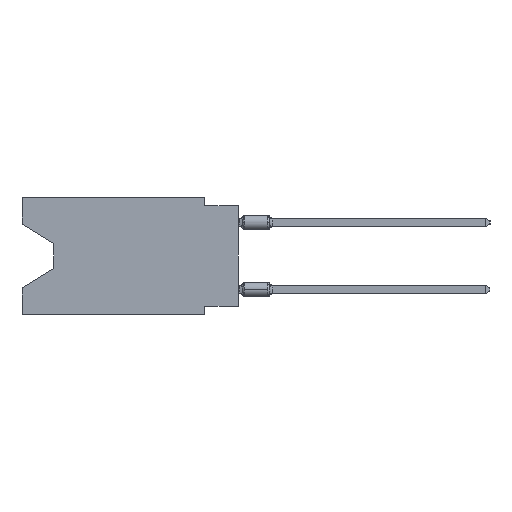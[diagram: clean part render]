
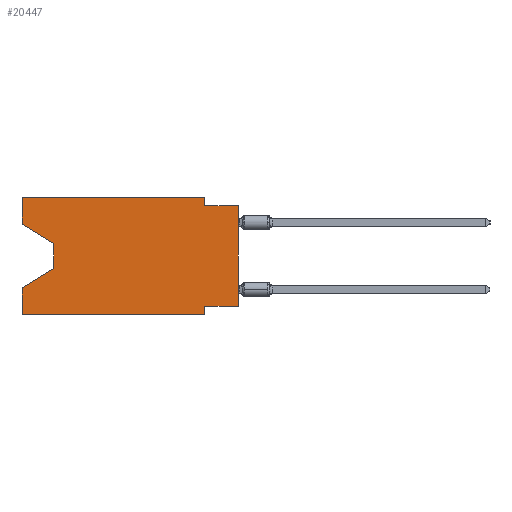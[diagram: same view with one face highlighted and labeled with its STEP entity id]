
A CAD part, left-side view. The second image highlights one B-rep face of the part: STEP entity #20447.
In plain terms, the highlighted planar face has unit normal (-1, 0, 0).
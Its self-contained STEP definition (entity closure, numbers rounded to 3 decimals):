
#1099 = CARTESIAN_POINT ( 'NONE',  ( 0., 2.54, -8.255 ) ) ;
#1405 = DIRECTION ( 'NONE',  ( 0., -1., 0. ) ) ;
#1610 = VECTOR ( 'NONE', #29150, 1000. ) ;
#2162 = VECTOR ( 'NONE', #17351, 1000. ) ;
#2291 = LINE ( 'NONE', #17991, #8797 ) ;
#2437 = CARTESIAN_POINT ( 'NONE',  ( 0., 2.54, 0. ) ) ;
#2732 = LINE ( 'NONE', #8187, #16954 ) ;
#3232 = DIRECTION ( 'NONE',  ( 0., 0., -1. ) ) ;
#3263 = EDGE_CURVE ( 'NONE', #19529, #37589, #31452, .T. ) ;
#3367 = LINE ( 'NONE', #25309, #37139 ) ;
#3421 = CARTESIAN_POINT ( 'NONE',  ( 0., 16.383, 0. ) ) ;
#4026 = VECTOR ( 'NONE', #22791, 1000. ) ;
#4683 = LINE ( 'NONE', #7706, #21699 ) ;
#5298 = EDGE_CURVE ( 'NONE', #24999, #39257, #26191, .T. ) ;
#5500 = LINE ( 'NONE', #21195, #5975 ) ;
#5975 = VECTOR ( 'NONE', #12135, 1000. ) ;
#6165 = VERTEX_POINT ( 'NONE', #10204 ) ;
#6176 = VERTEX_POINT ( 'NONE', #35350 ) ;
#6306 = CARTESIAN_POINT ( 'NONE',  ( 0., 13.97, -3.505 ) ) ;
#7706 = CARTESIAN_POINT ( 'NONE',  ( 0., 16.383, 0. ) ) ;
#7772 = CARTESIAN_POINT ( 'NONE',  ( 0., 2.54, -0.635 ) ) ;
#7842 = CARTESIAN_POINT ( 'NONE',  ( 0., 16.383, 0. ) ) ;
#8187 = CARTESIAN_POINT ( 'NONE',  ( 0., 13.97, -3.505 ) ) ;
#8234 = ORIENTED_EDGE ( 'NONE', *, *, #13893, .F. ) ;
#8797 = VECTOR ( 'NONE', #14768, 1000. ) ;
#8938 = VERTEX_POINT ( 'NONE', #7772 ) ;
#9076 = VERTEX_POINT ( 'NONE', #18039 ) ;
#9172 = ORIENTED_EDGE ( 'NONE', *, *, #22416, .T. ) ;
#10108 = DIRECTION ( 'NONE',  ( 0., 0., 1. ) ) ;
#10157 = CARTESIAN_POINT ( 'NONE',  ( 0., 16.383, -8.89 ) ) ;
#10170 = VECTOR ( 'NONE', #1405, 1000. ) ;
#10204 = CARTESIAN_POINT ( 'NONE',  ( 0., 16.383, -6.852 ) ) ;
#10821 = ORIENTED_EDGE ( 'NONE', *, *, #37218, .F. ) ;
#12135 = DIRECTION ( 'NONE',  ( 0., 0., -1. ) ) ;
#12653 = AXIS2_PLACEMENT_3D ( 'NONE', #3421, #25359, #3232 ) ;
#12691 = PLANE ( 'NONE',  #12653 ) ;
#13071 = FACE_OUTER_BOUND ( 'NONE', #17322, .T. ) ;
#13641 = CARTESIAN_POINT ( 'NONE',  ( 0., 16.383, -2.038 ) ) ;
#13893 = EDGE_CURVE ( 'NONE', #8938, #37589, #30034, .T. ) ;
#14768 = DIRECTION ( 'NONE',  ( 0., 0., 1. ) ) ;
#15006 = DIRECTION ( 'NONE',  ( 0., 0., -1. ) ) ;
#15371 = CARTESIAN_POINT ( 'NONE',  ( 0., 0., -8.255 ) ) ;
#15447 = EDGE_CURVE ( 'NONE', #23644, #19972, #37861, .T. ) ;
#15963 = CARTESIAN_POINT ( 'NONE',  ( 0., 0., 0. ) ) ;
#16100 = ORIENTED_EDGE ( 'NONE', *, *, #3263, .T. ) ;
#16763 = VERTEX_POINT ( 'NONE', #36069 ) ;
#16954 = VECTOR ( 'NONE', #15006, 1000. ) ;
#17322 = EDGE_LOOP ( 'NONE', ( #21519, #9172, #38430, #22731, #21506, #26613, #24781, #16100, #8234, #36297, #30633, #10821 ) ) ;
#17351 = DIRECTION ( 'NONE',  ( 0., -1., 0. ) ) ;
#17664 = CARTESIAN_POINT ( 'NONE',  ( 0., 0., -8.255 ) ) ;
#17935 = CARTESIAN_POINT ( 'NONE',  ( 0., 16.383, -2.038 ) ) ;
#17991 = CARTESIAN_POINT ( 'NONE',  ( 0., 16.383, 0. ) ) ;
#18039 = CARTESIAN_POINT ( 'NONE',  ( 0., 2.54, -8.89 ) ) ;
#19529 = VERTEX_POINT ( 'NONE', #17664 ) ;
#19865 = EDGE_CURVE ( 'NONE', #39257, #8938, #5500, .T. ) ;
#19972 = VERTEX_POINT ( 'NONE', #6306 ) ;
#20447 = ADVANCED_FACE ( 'NONE', ( #13071 ), #12691, .F. ) ;
#20841 = EDGE_CURVE ( 'NONE', #30967, #9076, #3367, .T. ) ;
#21195 = CARTESIAN_POINT ( 'NONE',  ( 0., 2.54, 0. ) ) ;
#21506 = ORIENTED_EDGE ( 'NONE', *, *, #37061, .T. ) ;
#21519 = ORIENTED_EDGE ( 'NONE', *, *, #15447, .T. ) ;
#21681 = EDGE_CURVE ( 'NONE', #19529, #30967, #30459, .T. ) ;
#21699 = VECTOR ( 'NONE', #23012, 1000. ) ;
#22416 = EDGE_CURVE ( 'NONE', #19972, #16763, #2732, .T. ) ;
#22517 = CARTESIAN_POINT ( 'NONE',  ( 0., 0., -0.635 ) ) ;
#22731 = ORIENTED_EDGE ( 'NONE', *, *, #25975, .F. ) ;
#22791 = DIRECTION ( 'NONE',  ( 0., 0.855, -0.519 ) ) ;
#23012 = DIRECTION ( 'NONE',  ( 0., 0., 1. ) ) ;
#23644 = VERTEX_POINT ( 'NONE', #17935 ) ;
#24709 = DIRECTION ( 'NONE',  ( 0., 0., -1. ) ) ;
#24781 = ORIENTED_EDGE ( 'NONE', *, *, #21681, .F. ) ;
#24999 = VERTEX_POINT ( 'NONE', #37512 ) ;
#25309 = CARTESIAN_POINT ( 'NONE',  ( 0., 2.54, -8.89 ) ) ;
#25359 = DIRECTION ( 'NONE',  ( 1., 0., 0. ) ) ;
#25656 = LINE ( 'NONE', #10157, #39038 ) ;
#25975 = EDGE_CURVE ( 'NONE', #6176, #6165, #2291, .T. ) ;
#26191 = LINE ( 'NONE', #7842, #10170 ) ;
#26613 = ORIENTED_EDGE ( 'NONE', *, *, #20841, .F. ) ;
#27908 = CARTESIAN_POINT ( 'NONE',  ( 0., 13.97, -5.385 ) ) ;
#29150 = DIRECTION ( 'NONE',  ( 0., -0.855, -0.519 ) ) ;
#30034 = LINE ( 'NONE', #35460, #2162 ) ;
#30064 = VECTOR ( 'NONE', #10108, 1000. ) ;
#30159 = VECTOR ( 'NONE', #37872, 1000. ) ;
#30459 = LINE ( 'NONE', #15371, #30159 ) ;
#30633 = ORIENTED_EDGE ( 'NONE', *, *, #5298, .F. ) ;
#30967 = VERTEX_POINT ( 'NONE', #1099 ) ;
#31452 = LINE ( 'NONE', #15963, #30064 ) ;
#35350 = CARTESIAN_POINT ( 'NONE',  ( 0., 16.383, -8.89 ) ) ;
#35443 = EDGE_CURVE ( 'NONE', #16763, #6165, #38115, .T. ) ;
#35460 = CARTESIAN_POINT ( 'NONE',  ( 0., 0., -0.635 ) ) ;
#36069 = CARTESIAN_POINT ( 'NONE',  ( 0., 13.97, -5.385 ) ) ;
#36297 = ORIENTED_EDGE ( 'NONE', *, *, #19865, .F. ) ;
#37061 = EDGE_CURVE ( 'NONE', #6176, #9076, #25656, .T. ) ;
#37139 = VECTOR ( 'NONE', #24709, 1000. ) ;
#37218 = EDGE_CURVE ( 'NONE', #23644, #24999, #4683, .T. ) ;
#37512 = CARTESIAN_POINT ( 'NONE',  ( 0., 16.383, 0. ) ) ;
#37589 = VERTEX_POINT ( 'NONE', #22517 ) ;
#37757 = DIRECTION ( 'NONE',  ( 0., -1., 0. ) ) ;
#37861 = LINE ( 'NONE', #13641, #1610 ) ;
#37872 = DIRECTION ( 'NONE',  ( 0., 1., 0. ) ) ;
#38115 = LINE ( 'NONE', #27908, #4026 ) ;
#38430 = ORIENTED_EDGE ( 'NONE', *, *, #35443, .T. ) ;
#39038 = VECTOR ( 'NONE', #37757, 1000. ) ;
#39257 = VERTEX_POINT ( 'NONE', #2437 ) ;
